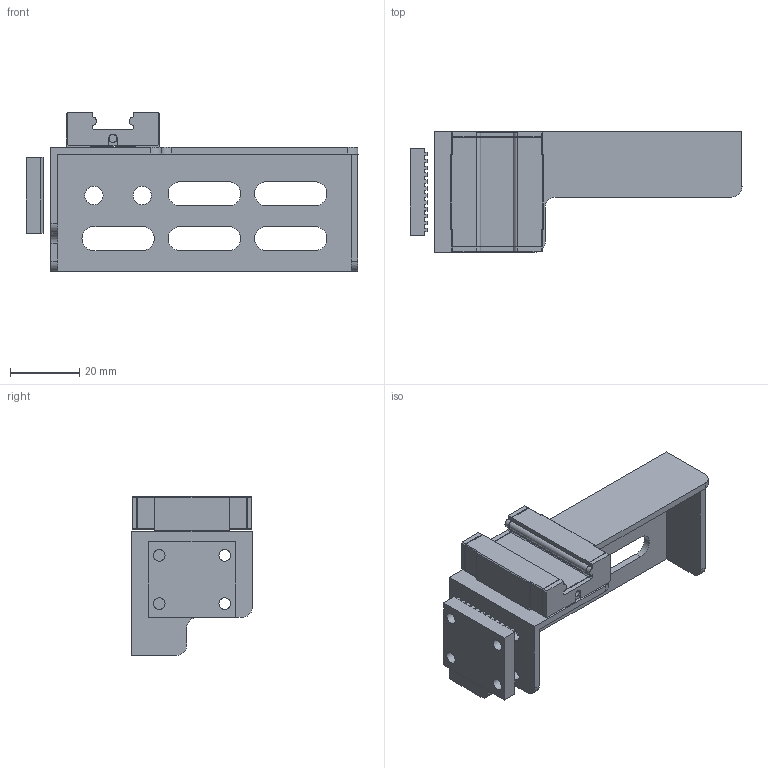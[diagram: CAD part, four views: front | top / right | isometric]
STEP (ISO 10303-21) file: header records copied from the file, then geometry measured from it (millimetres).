
FILE_DESCRIPTION(/* description */ (''),/* implementation_level */ '2;1');
FILE_NAME(/* name */ 'Z front mockup.step',/* time_stamp */ '2024-05-13T00:42:01+08:00',/* author */ (''),/* organization */ (''),/* preprocessor_version */ 'ST-DEVELOPER v20',/* originating_system */ 'Autodesk Translation Framework v12.20.1.177',/* authorisation */ '');
FILE_SCHEMA (('AUTOMOTIVE_DESIGN { 1 0 10303 214 3 1 1 }'));
Length unit declared in the file: millimetre
Products named in the file (1): Z front mockup
Bounding box: 96.2 x 35 x 46 mm (x, y, z)
Volume: 20999.7 mm3; surface area: 18110.1 mm2
Topology: 2 solids, 2 shells, 278 faces, 769 edges, 491 vertices
Faces by surface type: plane 224, cylinder 46, cone 8
Full cylindrical faces by diameter (mm): 2.3 x2, 2.459 x4, 3.2 x4, 3.4 x8, 5.3 x2
Entity records: 8801 total; most frequent: CARTESIAN_POINT 1535, ORIENTED_EDGE 1530, DIRECTION 1439, EDGE_CURVE 765, LINE 649, VECTOR 649, VERTEX_POINT 491, AXIS2_PLACEMENT_3D 395
